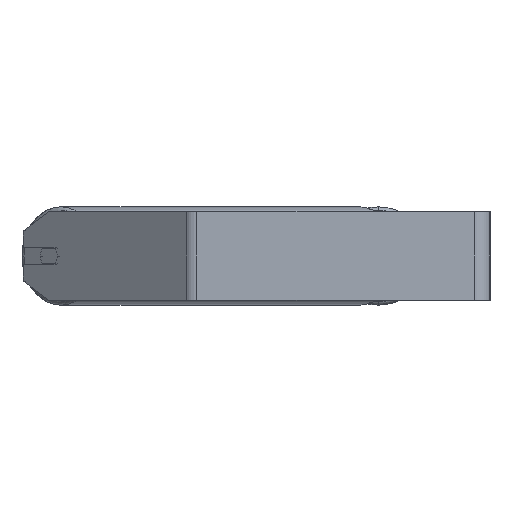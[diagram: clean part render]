
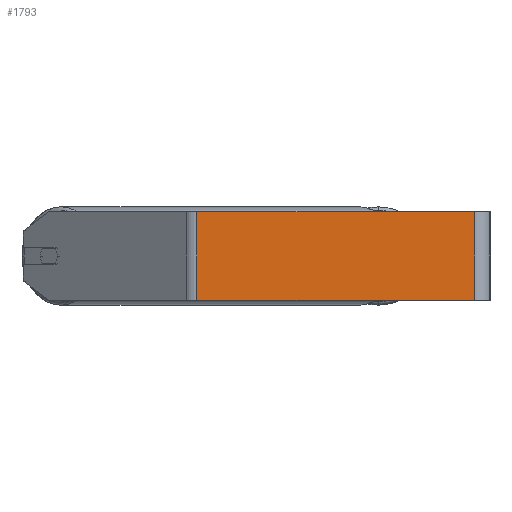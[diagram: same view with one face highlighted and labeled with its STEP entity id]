
A CAD part, left-side view. The second image highlights one B-rep face of the part: STEP entity #1793.
In plain terms, the highlighted planar face has unit normal (-1, 0, 0).
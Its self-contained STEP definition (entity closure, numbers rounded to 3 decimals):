
#607 = ORIENTED_EDGE ( 'NONE', *, *, #7349, .T. ) ;
#643 = LINE ( 'NONE', #6663, #8686 ) ;
#772 = LINE ( 'NONE', #3469, #6292 ) ;
#977 = EDGE_LOOP ( 'NONE', ( #5165, #3456, #1976, #607 ) ) ;
#1793 = ADVANCED_FACE ( 'NONE', ( #3583 ), #6468, .F. ) ;
#1909 = VERTEX_POINT ( 'NONE', #3795 ) ;
#1968 = DIRECTION ( 'NONE',  ( 0., -1., 0. ) ) ;
#1976 = ORIENTED_EDGE ( 'NONE', *, *, #5190, .F. ) ;
#2115 = CARTESIAN_POINT ( 'NONE',  ( -700., 265.493, 40. ) ) ;
#2456 = DIRECTION ( 'NONE',  ( 0., -1., 0. ) ) ;
#2569 = AXIS2_PLACEMENT_3D ( 'NONE', #5000, #7834, #8499 ) ;
#3456 = ORIENTED_EDGE ( 'NONE', *, *, #6246, .F. ) ;
#3469 = CARTESIAN_POINT ( 'NONE',  ( -700., 14., 40. ) ) ;
#3583 = FACE_OUTER_BOUND ( 'NONE', #977, .T. ) ;
#3585 = VERTEX_POINT ( 'NONE', #6791 ) ;
#3795 = CARTESIAN_POINT ( 'NONE',  ( -700., 265.493, -40. ) ) ;
#3915 = CARTESIAN_POINT ( 'NONE',  ( -700., 14., -40. ) ) ;
#4063 = LINE ( 'NONE', #2115, #7703 ) ;
#4411 = LINE ( 'NONE', #8530, #7841 ) ;
#4999 = EDGE_CURVE ( 'NONE', #1909, #6407, #4411, .T. ) ;
#5000 = CARTESIAN_POINT ( 'NONE',  ( -700., 270.589, 40. ) ) ;
#5035 = VERTEX_POINT ( 'NONE', #7733 ) ;
#5165 = ORIENTED_EDGE ( 'NONE', *, *, #4999, .T. ) ;
#5190 = EDGE_CURVE ( 'NONE', #3585, #5035, #643, .T. ) ;
#6168 = DIRECTION ( 'NONE',  ( 0., 0., -1. ) ) ;
#6246 = EDGE_CURVE ( 'NONE', #5035, #6407, #772, .T. ) ;
#6292 = VECTOR ( 'NONE', #6168, 1000. ) ;
#6407 = VERTEX_POINT ( 'NONE', #3915 ) ;
#6468 = PLANE ( 'NONE',  #2569 ) ;
#6663 = CARTESIAN_POINT ( 'NONE',  ( -700., 270.589, 40. ) ) ;
#6767 = DIRECTION ( 'NONE',  ( 0., 0., -1. ) ) ;
#6791 = CARTESIAN_POINT ( 'NONE',  ( -700., 265.493, 40. ) ) ;
#7349 = EDGE_CURVE ( 'NONE', #3585, #1909, #4063, .T. ) ;
#7703 = VECTOR ( 'NONE', #6767, 1000. ) ;
#7733 = CARTESIAN_POINT ( 'NONE',  ( -700., 14., 40. ) ) ;
#7834 = DIRECTION ( 'NONE',  ( 1., 0., 0. ) ) ;
#7841 = VECTOR ( 'NONE', #2456, 1000. ) ;
#8499 = DIRECTION ( 'NONE',  ( 0., 0., -1. ) ) ;
#8530 = CARTESIAN_POINT ( 'NONE',  ( -700., 270.589, -40. ) ) ;
#8686 = VECTOR ( 'NONE', #1968, 1000. ) ;
